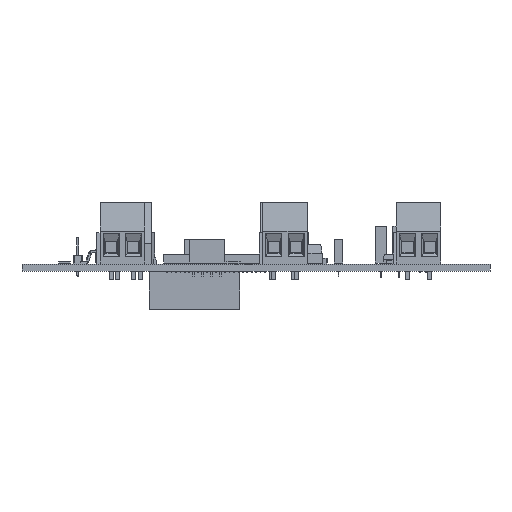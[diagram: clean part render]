
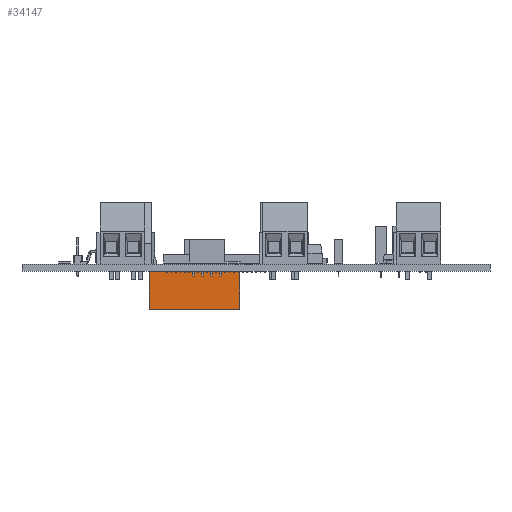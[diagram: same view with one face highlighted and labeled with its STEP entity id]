
A CAD part, front view. The second image highlights one B-rep face of the part: STEP entity #34147.
In plain terms, the highlighted face is planar.
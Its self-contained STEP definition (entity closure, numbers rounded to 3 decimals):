
#33124 = VERTEX_POINT('',#33125);
#33125 = CARTESIAN_POINT('',(-1.27,-19.05,0.));
#33133 = EDGE_CURVE('',#33124,#33134,#33136,.T.);
#33134 = VERTEX_POINT('',#33135);
#33135 = CARTESIAN_POINT('',(-1.27,-19.05,8.5));
#33136 = LINE('',#33137,#33138);
#33137 = CARTESIAN_POINT('',(-1.27,-19.05,0.));
#33138 = VECTOR('',#33139,1.);
#33139 = DIRECTION('',(0.,0.,1.));
#33196 = VERTEX_POINT('',#33197);
#33197 = CARTESIAN_POINT('',(-1.27,1.27,8.5));
#33203 = EDGE_CURVE('',#33204,#33196,#33206,.T.);
#33204 = VERTEX_POINT('',#33205);
#33205 = CARTESIAN_POINT('',(-1.27,1.27,0.));
#33206 = LINE('',#33207,#33208);
#33207 = CARTESIAN_POINT('',(-1.27,1.27,0.));
#33208 = VECTOR('',#33209,1.);
#33209 = DIRECTION('',(0.,0.,1.));
#33268 = EDGE_CURVE('',#33196,#33134,#33269,.T.);
#33269 = LINE('',#33270,#33271);
#33270 = CARTESIAN_POINT('',(-1.27,1.27,8.5));
#33271 = VECTOR('',#33272,1.);
#33272 = DIRECTION('',(0.,-1.,0.));
#33563 = EDGE_CURVE('',#33204,#33124,#33564,.T.);
#33564 = LINE('',#33565,#33566);
#33565 = CARTESIAN_POINT('',(-1.27,1.27,0.));
#33566 = VECTOR('',#33567,1.);
#33567 = DIRECTION('',(0.,-1.,0.));
#34147 = ADVANCED_FACE('',(#34148),#34154,.F.);
#34148 = FACE_BOUND('',#34149,.F.);
#34149 = EDGE_LOOP('',(#34150,#34151,#34152,#34153));
#34150 = ORIENTED_EDGE('',*,*,#33203,.T.);
#34151 = ORIENTED_EDGE('',*,*,#33268,.T.);
#34152 = ORIENTED_EDGE('',*,*,#33133,.F.);
#34153 = ORIENTED_EDGE('',*,*,#33563,.F.);
#34154 = PLANE('',#34155);
#34155 = AXIS2_PLACEMENT_3D('',#34156,#34157,#34158);
#34156 = CARTESIAN_POINT('',(-1.27,1.27,0.));
#34157 = DIRECTION('',(1.,0.,0.));
#34158 = DIRECTION('',(0.,-1.,0.));
